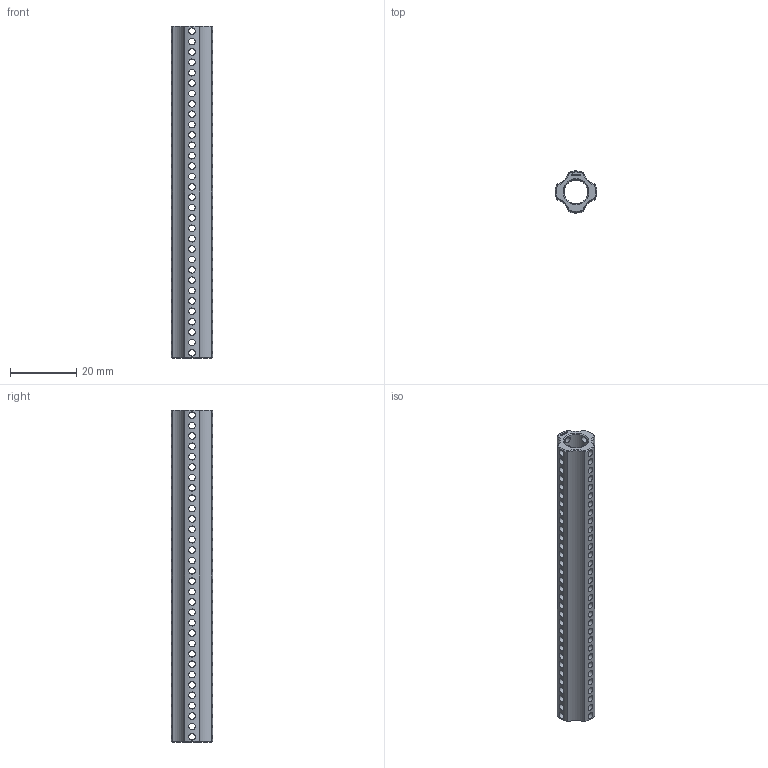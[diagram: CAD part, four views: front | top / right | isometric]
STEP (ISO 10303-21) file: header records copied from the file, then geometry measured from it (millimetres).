
FILE_DESCRIPTION(('FreeCAD Model'),'2;1');
FILE_NAME('Open CASCADE Shape Model','2024-02-18T17:23:23',(''),(''), 'Open CASCADE STEP processor 7.6','FreeCAD','Unknown');
FILE_SCHEMA(('AUTOMOTIVE_DESIGN { 1 0 10303 214 1 1 1 1 }'));
Length unit declared in the file: millimetre
Products named in the file (1): Power-Transmission Hub PLN IDX FRE BU08.00 - SPN-PTH-0131 
(stemfie.org)
Bounding box: 12.5 x 12.5 x 100 mm (x, y, z)
Volume: 5398 mm3; surface area: 7683.2 mm2
Topology: 1 solids, 1 shells, 609 faces, 1873 edges, 1264 vertices
Faces by surface type: plane 324, cylinder 137, extrusion 130, cone 18
Full cylindrical faces by diameter (mm): 2 x128, 7.2 x1
Entity records: 82182 total; most frequent: CARTESIAN_POINT 47629, DIRECTION 5057, VECTOR 3975, LINE 3845, ORIENTED_EDGE 3746, PCURVE 3746, DEFINITIONAL_REPRESENTATION 3746, EDGE_CURVE 1873
